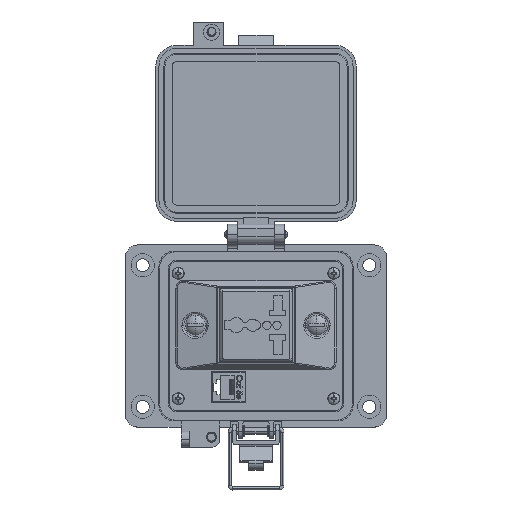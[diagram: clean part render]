
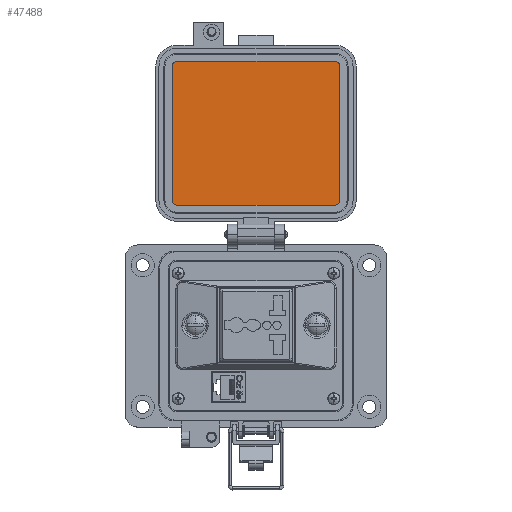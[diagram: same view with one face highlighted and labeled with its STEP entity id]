
A CAD part, top view. The second image highlights one B-rep face of the part: STEP entity #47488.
In plain terms, the highlighted planar face has unit normal (0, 0, 1).
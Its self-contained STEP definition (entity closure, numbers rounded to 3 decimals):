
#1786 = LINE ( 'NONE', #73200, #33167 ) ;
#3524 = DIRECTION ( 'NONE',  ( 1., 0., 0. ) ) ;
#3538 = DIRECTION ( 'NONE',  ( 0., 0., 1. ) ) ;
#4486 = CIRCLE ( 'NONE', #6396, 2.299 ) ;
#4718 = EDGE_LOOP ( 'NONE', ( #16260, #40137, #54396, #4991, #20027, #16355, #15889, #4913 ) ) ;
#4913 = ORIENTED_EDGE ( 'NONE', *, *, #25524, .F. ) ;
#4991 = ORIENTED_EDGE ( 'NONE', *, *, #71670, .F. ) ;
#6396 = AXIS2_PLACEMENT_3D ( 'NONE', #44081, #8689, #50049 ) ;
#8689 = DIRECTION ( 'NONE',  ( 0., 0., -1. ) ) ;
#10479 = CARTESIAN_POINT ( 'NONE',  ( -42.469, 128.688, 19.202 ) ) ;
#12645 = AXIS2_PLACEMENT_3D ( 'NONE', #38931, #3538, #44882 ) ;
#13518 = LINE ( 'NONE', #44645, #58844 ) ;
#15889 = ORIENTED_EDGE ( 'NONE', *, *, #50366, .F. ) ;
#16260 = ORIENTED_EDGE ( 'NONE', *, *, #58564, .F. ) ;
#16355 = ORIENTED_EDGE ( 'NONE', *, *, #60069, .F. ) ;
#17812 = CARTESIAN_POINT ( 'NONE',  ( -44.769, 60.004, 19.202 ) ) ;
#19232 = CARTESIAN_POINT ( 'NONE',  ( 35.912, 57.705, 19.202 ) ) ;
#19883 = AXIS2_PLACEMENT_3D ( 'NONE', #56668, #21223, #62601 ) ;
#20027 = ORIENTED_EDGE ( 'NONE', *, *, #69886, .F. ) ;
#21223 = DIRECTION ( 'NONE',  ( 0., 0., -1. ) ) ;
#22280 = VERTEX_POINT ( 'NONE', #10479 ) ;
#25524 = EDGE_CURVE ( 'NONE', #68020, #43709, #13518, .T. ) ;
#27404 = CARTESIAN_POINT ( 'NONE',  ( -42.469, 126.389, 19.202 ) ) ;
#28929 = EDGE_CURVE ( 'NONE', #56226, #35947, #66073, .T. ) ;
#30553 = CARTESIAN_POINT ( 'NONE',  ( -42.469, 57.705, 19.202 ) ) ;
#30705 = VECTOR ( 'NONE', #38307, 1000. ) ;
#32697 = PLANE ( 'NONE',  #12645 ) ;
#33167 = VECTOR ( 'NONE', #55655, 1000. ) ;
#33340 = DIRECTION ( 'NONE',  ( 0., -1., 0. ) ) ;
#35947 = VERTEX_POINT ( 'NONE', #36738 ) ;
#36738 = CARTESIAN_POINT ( 'NONE',  ( 38.212, 126.389, 19.202 ) ) ;
#38307 = DIRECTION ( 'NONE',  ( 0., 1., 0. ) ) ;
#38917 = DIRECTION ( 'NONE',  ( 0., 0., -1. ) ) ;
#38931 = CARTESIAN_POINT ( 'NONE',  ( 39.871, 130.108, 19.202 ) ) ;
#40137 = ORIENTED_EDGE ( 'NONE', *, *, #46632, .F. ) ;
#43517 = VERTEX_POINT ( 'NONE', #63968 ) ;
#43709 = VERTEX_POINT ( 'NONE', #30553 ) ;
#44081 = CARTESIAN_POINT ( 'NONE',  ( -42.469, 60.004, 19.202 ) ) ;
#44645 = CARTESIAN_POINT ( 'NONE',  ( -3.279, 57.705, 19.202 ) ) ;
#44882 = DIRECTION ( 'NONE',  ( -1., 0., 0. ) ) ;
#46632 = EDGE_CURVE ( 'NONE', #35947, #48207, #1786, .T. ) ;
#47488 = ADVANCED_FACE ( 'NONE', ( #64428 ), #32697, .T. ) ;
#48207 = VERTEX_POINT ( 'NONE', #50650 ) ;
#50049 = DIRECTION ( 'NONE',  ( 1., 0., 0. ) ) ;
#50366 = EDGE_CURVE ( 'NONE', #43709, #74406, #4486, .T. ) ;
#50621 = DIRECTION ( 'NONE',  ( -1., 0., 0. ) ) ;
#50650 = CARTESIAN_POINT ( 'NONE',  ( 38.212, 60.004, 19.202 ) ) ;
#53877 = AXIS2_PLACEMENT_3D ( 'NONE', #27404, #68813, #33340 ) ;
#54396 = ORIENTED_EDGE ( 'NONE', *, *, #28929, .F. ) ;
#54573 = VECTOR ( 'NONE', #56564, 1000. ) ;
#55655 = DIRECTION ( 'NONE',  ( 0., -1., 0. ) ) ;
#56226 = VERTEX_POINT ( 'NONE', #57925 ) ;
#56564 = DIRECTION ( 'NONE',  ( 1., 0., 0. ) ) ;
#56668 = CARTESIAN_POINT ( 'NONE',  ( 35.912, 60.004, 19.202 ) ) ;
#57925 = CARTESIAN_POINT ( 'NONE',  ( 35.912, 128.688, 19.202 ) ) ;
#58564 = EDGE_CURVE ( 'NONE', #48207, #68020, #72613, .T. ) ;
#58844 = VECTOR ( 'NONE', #50621, 1000. ) ;
#60069 = EDGE_CURVE ( 'NONE', #74406, #43517, #62197, .T. ) ;
#61288 = CIRCLE ( 'NONE', #53877, 2.299 ) ;
#62082 = CARTESIAN_POINT ( 'NONE',  ( -44.769, 93.196, 19.202 ) ) ;
#62197 = LINE ( 'NONE', #62082, #30705 ) ;
#62601 = DIRECTION ( 'NONE',  ( 0., -1., 0. ) ) ;
#63968 = CARTESIAN_POINT ( 'NONE',  ( -44.769, 126.389, 19.202 ) ) ;
#64428 = FACE_OUTER_BOUND ( 'NONE', #4718, .T. ) ;
#66073 = CIRCLE ( 'NONE', #70574, 2.299 ) ;
#68020 = VERTEX_POINT ( 'NONE', #19232 ) ;
#68202 = CARTESIAN_POINT ( 'NONE',  ( -3.279, 128.688, 19.202 ) ) ;
#68813 = DIRECTION ( 'NONE',  ( 0., 0., -1. ) ) ;
#69886 = EDGE_CURVE ( 'NONE', #43517, #22280, #61288, .T. ) ;
#70574 = AXIS2_PLACEMENT_3D ( 'NONE', #74308, #38917, #3524 ) ;
#71670 = EDGE_CURVE ( 'NONE', #22280, #56226, #72148, .T. ) ;
#72148 = LINE ( 'NONE', #68202, #54573 ) ;
#72613 = CIRCLE ( 'NONE', #19883, 2.299 ) ;
#73200 = CARTESIAN_POINT ( 'NONE',  ( 38.212, 93.196, 19.202 ) ) ;
#74308 = CARTESIAN_POINT ( 'NONE',  ( 35.912, 126.389, 19.202 ) ) ;
#74406 = VERTEX_POINT ( 'NONE', #17812 ) ;
